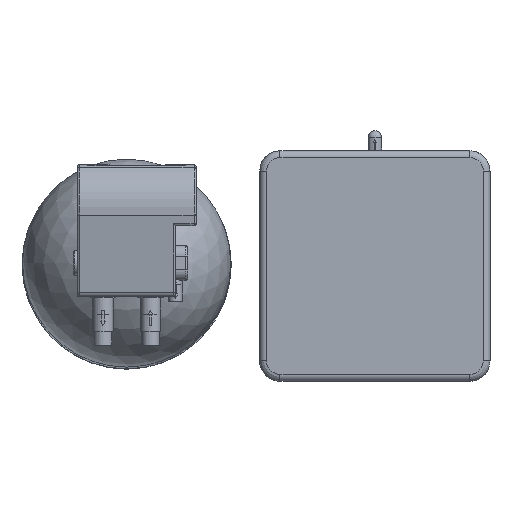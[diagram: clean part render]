
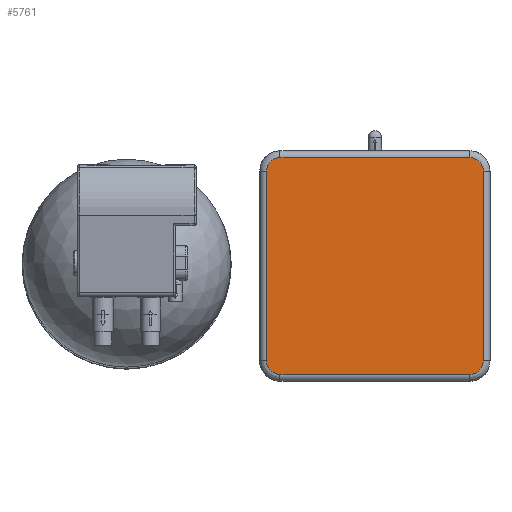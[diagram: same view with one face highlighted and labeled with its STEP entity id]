
A CAD part, top view. The second image highlights one B-rep face of the part: STEP entity #5761.
In plain terms, the highlighted planar face has unit normal (0, 0, 1).
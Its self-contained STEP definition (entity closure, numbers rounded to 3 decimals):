
#5761=ADVANCED_FACE('',(#10603),#10605,.T.);
#10603=FACE_BOUND('',#10604,.T.);
#10604=EDGE_LOOP('',(#14286,#14287,#14288,#14289,#14290,#14291,#14292,#14293));
#10605=PLANE('',#10606);
#10606=AXIS2_PLACEMENT_3D('',#10607,#10608,#10609);
#10607=CARTESIAN_POINT('',(0.,0.,70.));
#10608=DIRECTION('',(0.,0.,1.));
#10609=DIRECTION('',(1.,0.,0.));
#14286=ORIENTED_EDGE('',*,*,#16036,.T.);
#14287=ORIENTED_EDGE('',*,*,#16037,.T.);
#14288=ORIENTED_EDGE('',*,*,#16017,.T.);
#14289=ORIENTED_EDGE('',*,*,#16035,.T.);
#14290=ORIENTED_EDGE('',*,*,#16038,.T.);
#14291=ORIENTED_EDGE('',*,*,#16039,.T.);
#14292=ORIENTED_EDGE('',*,*,#16040,.T.);
#14293=ORIENTED_EDGE('',*,*,#16041,.T.);
#16017=EDGE_CURVE('',#18823,#18821,#18824,.T.);
#16035=EDGE_CURVE('',#18821,#18849,#18851,.T.);
#16036=EDGE_CURVE('',#18852,#18853,#18854,.T.);
#16037=EDGE_CURVE('',#18853,#18823,#18855,.T.);
#16038=EDGE_CURVE('',#18849,#18856,#18857,.T.);
#16039=EDGE_CURVE('',#18856,#18858,#18859,.T.);
#16040=EDGE_CURVE('',#18858,#18860,#18861,.T.);
#16041=EDGE_CURVE('',#18860,#18852,#18862,.T.);
#18821=VERTEX_POINT('',#33237);
#18823=VERTEX_POINT('',#33242);
#18824=LINE('',#33243,#33244);
#18849=VERTEX_POINT('',#33307);
#18851=B_SPLINE_CURVE_WITH_KNOTS('',3,
(#33312,#33313,#33314,#33315,#33316,#33317,#33318,#33319,#33320,#33321,#33322,#33323,
#33324,#33325,#33326,#33327,#33328),
.UNSPECIFIED.,.F.,.F.,
(4,1,1,1,1,1,1,1,1,1,1,1,1,1,4),
(0.,0.087,0.164,0.232,0.302,0.374,
0.445,0.516,0.588,0.659,0.73,
0.802,0.872,0.938,1.),
.UNSPECIFIED.);
#18852=VERTEX_POINT('',#33329);
#18853=VERTEX_POINT('',#33330);
#18854=LINE('',#33331,#33332);
#18855=B_SPLINE_CURVE_WITH_KNOTS('',3,
(#33334,#33335,#33336,#33337,#33338,#33339,#33340,#33341,#33342,#33343,#33344,#33345,
#33346,#33347,#33348,#33349,#33350),
.UNSPECIFIED.,.F.,.F.,
(4,1,1,1,1,1,1,1,1,1,1,1,1,1,4),
(0.,0.087,0.164,0.232,0.302,0.374,
0.445,0.516,0.588,0.659,0.73,
0.802,0.872,0.938,1.),
.UNSPECIFIED.);
#18856=VERTEX_POINT('',#33351);
#18857=LINE('',#33352,#33353);
#18858=VERTEX_POINT('',#33355);
#18859=B_SPLINE_CURVE_WITH_KNOTS('',3,
(#33356,#33357,#33358,#33359,#33360,#33361,#33362,#33363,#33364,#33365,#33366,#33367,
#33368,#33369,#33370,#33371,#33372),
.UNSPECIFIED.,.F.,.F.,
(4,1,1,1,1,1,1,1,1,1,1,1,1,1,4),
(0.,0.087,0.164,0.232,0.302,0.374,
0.445,0.516,0.588,0.659,0.73,
0.802,0.872,0.938,1.),
.UNSPECIFIED.);
#18860=VERTEX_POINT('',#33373);
#18861=LINE('',#33374,#33375);
#18862=B_SPLINE_CURVE_WITH_KNOTS('',3,
(#33377,#33378,#33379,#33380,#33381,#33382,#33383,#33384,#33385,#33386,#33387,#33388,
#33389,#33390,#33391,#33392,#33393),
.UNSPECIFIED.,.F.,.F.,
(4,1,1,1,1,1,1,1,1,1,1,1,1,1,4),
(0.,0.087,0.164,0.232,0.302,0.374,
0.445,0.516,0.588,0.659,0.73,
0.802,0.872,0.938,1.),
.UNSPECIFIED.);
#33237=CARTESIAN_POINT('',(-140.041,160.,70.));
#33242=CARTESIAN_POINT('',(140.041,160.,70.));
#33243=CARTESIAN_POINT('',(140.041,160.,70.));
#33244=VECTOR('',#33245,1.);
#33245=DIRECTION('',(-1.,0.,0.));
#33307=CARTESIAN_POINT('',(-160.,140.041,70.));
#33312=CARTESIAN_POINT('',(-140.041,160.,70.));
#33313=CARTESIAN_POINT('',(-140.957,160.,70.));
#33314=CARTESIAN_POINT('',(-142.67,159.882,70.));
#33315=CARTESIAN_POINT('',(-145.052,159.407,70.));
#33316=CARTESIAN_POINT('',(-147.189,158.722,70.));
#33317=CARTESIAN_POINT('',(-149.198,157.828,70.));
#33318=CARTESIAN_POINT('',(-151.122,156.7,70.));
#33319=CARTESIAN_POINT('',(-152.918,155.354,70.));
#33320=CARTESIAN_POINT('',(-154.547,153.821,70.));
#33321=CARTESIAN_POINT('',(-155.996,152.113,70.));
#33322=CARTESIAN_POINT('',(-157.244,150.255,70.));
#33323=CARTESIAN_POINT('',(-158.277,148.267,70.));
#33324=CARTESIAN_POINT('',(-159.076,146.189,70.));
#33325=CARTESIAN_POINT('',(-159.626,144.086,70.));
#33326=CARTESIAN_POINT('',(-159.935,142.033,70.));
#33327=CARTESIAN_POINT('',(-160.,140.691,70.));
#33328=CARTESIAN_POINT('',(-160.,140.041,70.));
#33329=CARTESIAN_POINT('',(160.,-140.041,70.));
#33330=CARTESIAN_POINT('',(160.,140.041,70.));
#33331=CARTESIAN_POINT('',(160.,-140.041,70.));
#33332=VECTOR('',#33333,1.);
#33333=DIRECTION('',(0.,1.,0.));
#33334=CARTESIAN_POINT('',(160.,140.041,70.));
#33335=CARTESIAN_POINT('',(160.,140.957,70.));
#33336=CARTESIAN_POINT('',(159.882,142.67,70.));
#33337=CARTESIAN_POINT('',(159.407,145.052,70.));
#33338=CARTESIAN_POINT('',(158.722,147.189,70.));
#33339=CARTESIAN_POINT('',(157.828,149.198,70.));
#33340=CARTESIAN_POINT('',(156.7,151.122,70.));
#33341=CARTESIAN_POINT('',(155.354,152.918,70.));
#33342=CARTESIAN_POINT('',(153.821,154.547,70.));
#33343=CARTESIAN_POINT('',(152.113,155.996,70.));
#33344=CARTESIAN_POINT('',(150.255,157.244,70.));
#33345=CARTESIAN_POINT('',(148.267,158.277,70.));
#33346=CARTESIAN_POINT('',(146.189,159.076,70.));
#33347=CARTESIAN_POINT('',(144.086,159.626,70.));
#33348=CARTESIAN_POINT('',(142.033,159.935,70.));
#33349=CARTESIAN_POINT('',(140.691,160.,70.));
#33350=CARTESIAN_POINT('',(140.041,160.,70.));
#33351=CARTESIAN_POINT('',(-160.,-140.041,70.));
#33352=CARTESIAN_POINT('',(-160.,140.041,70.));
#33353=VECTOR('',#33354,1.);
#33354=DIRECTION('',(0.,-1.,0.));
#33355=CARTESIAN_POINT('',(-140.041,-160.,70.));
#33356=CARTESIAN_POINT('',(-160.,-140.041,70.));
#33357=CARTESIAN_POINT('',(-160.,-140.957,70.));
#33358=CARTESIAN_POINT('',(-159.882,-142.67,70.));
#33359=CARTESIAN_POINT('',(-159.407,-145.052,70.));
#33360=CARTESIAN_POINT('',(-158.722,-147.189,70.));
#33361=CARTESIAN_POINT('',(-157.828,-149.198,70.));
#33362=CARTESIAN_POINT('',(-156.7,-151.122,70.));
#33363=CARTESIAN_POINT('',(-155.354,-152.918,70.));
#33364=CARTESIAN_POINT('',(-153.821,-154.547,70.));
#33365=CARTESIAN_POINT('',(-152.113,-155.996,70.));
#33366=CARTESIAN_POINT('',(-150.255,-157.244,70.));
#33367=CARTESIAN_POINT('',(-148.267,-158.277,70.));
#33368=CARTESIAN_POINT('',(-146.189,-159.076,70.));
#33369=CARTESIAN_POINT('',(-144.086,-159.626,70.));
#33370=CARTESIAN_POINT('',(-142.033,-159.935,70.));
#33371=CARTESIAN_POINT('',(-140.691,-160.,70.));
#33372=CARTESIAN_POINT('',(-140.041,-160.,70.));
#33373=CARTESIAN_POINT('',(140.041,-160.,70.));
#33374=CARTESIAN_POINT('',(-140.041,-160.,70.));
#33375=VECTOR('',#33376,1.);
#33376=DIRECTION('',(1.,0.,0.));
#33377=CARTESIAN_POINT('',(140.041,-160.,70.));
#33378=CARTESIAN_POINT('',(140.957,-160.,70.));
#33379=CARTESIAN_POINT('',(142.67,-159.882,70.));
#33380=CARTESIAN_POINT('',(145.052,-159.407,70.));
#33381=CARTESIAN_POINT('',(147.189,-158.722,70.));
#33382=CARTESIAN_POINT('',(149.198,-157.828,70.));
#33383=CARTESIAN_POINT('',(151.122,-156.7,70.));
#33384=CARTESIAN_POINT('',(152.918,-155.354,70.));
#33385=CARTESIAN_POINT('',(154.547,-153.821,70.));
#33386=CARTESIAN_POINT('',(155.996,-152.113,70.));
#33387=CARTESIAN_POINT('',(157.244,-150.255,70.));
#33388=CARTESIAN_POINT('',(158.277,-148.267,70.));
#33389=CARTESIAN_POINT('',(159.076,-146.189,70.));
#33390=CARTESIAN_POINT('',(159.626,-144.086,70.));
#33391=CARTESIAN_POINT('',(159.935,-142.033,70.));
#33392=CARTESIAN_POINT('',(160.,-140.691,70.));
#33393=CARTESIAN_POINT('',(160.,-140.041,70.));
